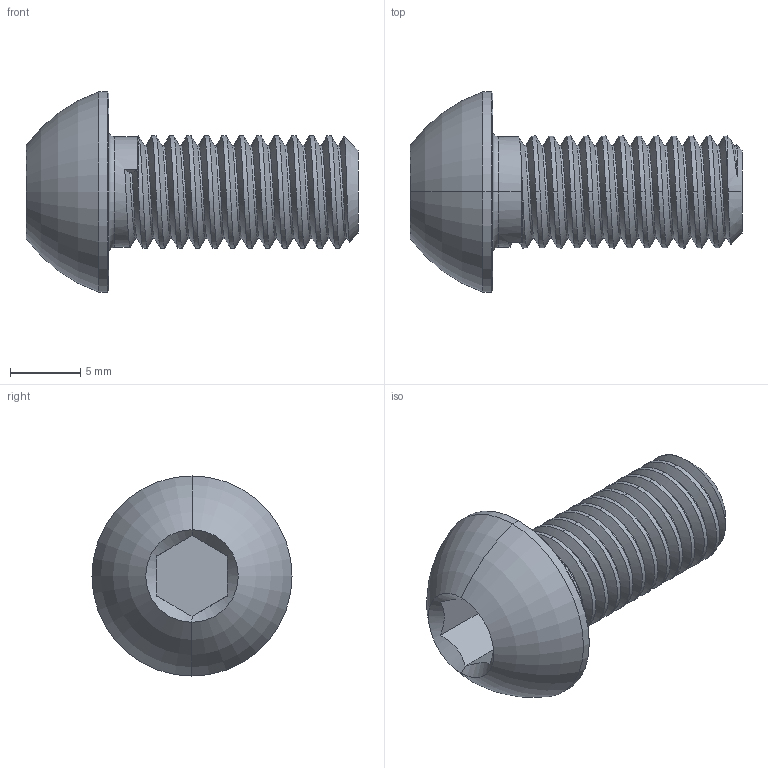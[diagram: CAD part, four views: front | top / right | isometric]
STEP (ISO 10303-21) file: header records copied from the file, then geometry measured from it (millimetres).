
FILE_DESCRIPTION (( 'STEP AP214' ), '1' );
FILE_NAME ('MS0032.STEP', '2025-04-24T18:14:04', ( '' ), ( '' ), 'SwSTEP 2.0', 'SolidWorks 2023', '' );
FILE_SCHEMA (( 'AUTOMOTIVE_DESIGN' ));
Length unit declared in the file: inch
Products named in the file (1): MS0032
Bounding box: 23.7 x 14.29 x 14.29 mm (x, y, z)
Volume: 1319.6 mm3; surface area: 1147.1 mm2
Topology: 1 solids, 1 shells, 53 faces, 140 edges, 90 vertices
Faces by surface type: cylinder 29, plane 10, cone 7, torus 4, bspline 3
Entity records: 6357 total; most frequent: CARTESIAN_POINT 5178, ORIENTED_EDGE 280, DIRECTION 195, EDGE_CURVE 140, VERTEX_POINT 90, AXIS2_PLACEMENT_3D 74, EDGE_LOOP 54, FACE_OUTER_BOUND 53
